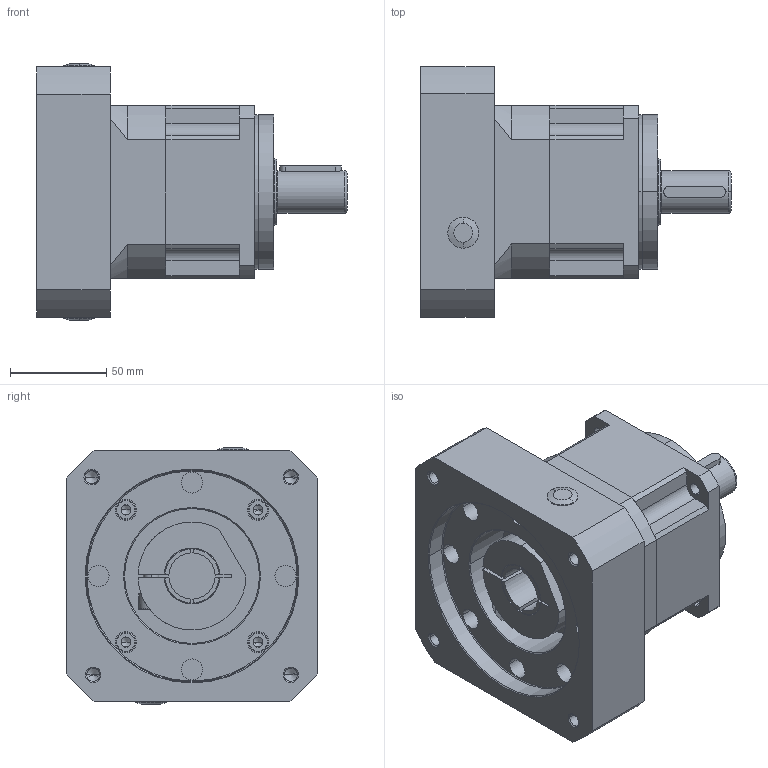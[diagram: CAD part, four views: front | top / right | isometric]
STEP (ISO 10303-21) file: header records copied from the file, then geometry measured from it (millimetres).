
FILE_DESCRIPTION (( 'STEP AP203' ), '1' );
FILE_NAME ('090转130单段外观(电机轴径24).STEP', '2017-10-25T06:17:37', ( 'Sky123.Org' ), ( 'Sky123.Org' ), 'SwSTEP 2.0', 'SolidWorks 2012', '' );
FILE_SCHEMA (( 'CONFIG_CONTROL_DESIGN' ));
Length unit declared in the file: millimetre
Products named in the file (1): 090转130单段外观(电机轴径24)
Bounding box: 161 x 130 x 133 mm (x, y, z)
Volume: 1046635.5 mm3; surface area: 162128.1 mm2
Topology: 18 solids, 19 shells, 490 faces, 1159 edges, 717 vertices
Faces by surface type: plane 191, cylinder 158, cone 81, bspline 32, torus 28
Entity records: 15656 total; most frequent: CARTESIAN_POINT 4348, DIRECTION 2423, ORIENTED_EDGE 2278, EDGE_CURVE 1139, AXIS2_PLACEMENT_3D 950, VERTEX_POINT 717, EDGE_LOOP 546, LINE 523
